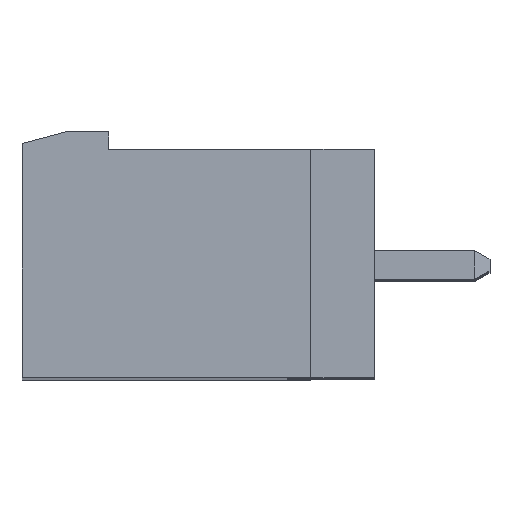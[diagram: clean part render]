
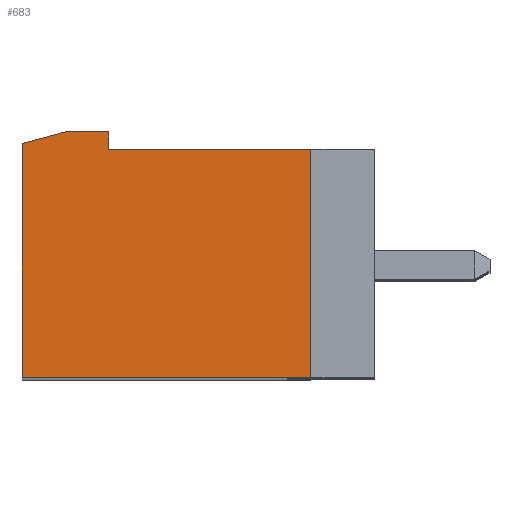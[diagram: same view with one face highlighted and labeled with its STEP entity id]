
A CAD part, top view. The second image highlights one B-rep face of the part: STEP entity #683.
In plain terms, the highlighted planar face has unit normal (0, 0, 1).
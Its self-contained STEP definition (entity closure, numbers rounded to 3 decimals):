
#683 = ADVANCED_FACE( '', ( #1633 ), #1634, .F. );
#1633 = FACE_OUTER_BOUND( '', #2865, .T. );
#1634 = PLANE( '', #2866 );
#2865 = EDGE_LOOP( '', ( #4829, #4830, #4831, #4832, #4833, #4834, #4835 ) );
#2866 = AXIS2_PLACEMENT_3D( '', #4836, #4837, #4838 );
#4829 = ORIENTED_EDGE( '', *, *, #7757, .F. );
#4830 = ORIENTED_EDGE( '', *, *, #7870, .F. );
#4831 = ORIENTED_EDGE( '', *, *, #7871, .F. );
#4832 = ORIENTED_EDGE( '', *, *, #7872, .F. );
#4833 = ORIENTED_EDGE( '', *, *, #7873, .F. );
#4834 = ORIENTED_EDGE( '', *, *, #7874, .F. );
#4835 = ORIENTED_EDGE( '', *, *, #7322, .F. );
#4836 = CARTESIAN_POINT( '', ( 197.225, 204.81, 76.76 ) );
#4837 = DIRECTION( '', ( 0., 0., -1. ) );
#4838 = DIRECTION( '', ( 0., -1., 0. ) );
#7322 = EDGE_CURVE( '', #8777, #8779, #8780, .T. );
#7757 = EDGE_CURVE( '', #9499, #8777, #9501, .T. );
#7870 = EDGE_CURVE( '', #9670, #9499, #9671, .T. );
#7871 = EDGE_CURVE( '', #9672, #9670, #9673, .T. );
#7872 = EDGE_CURVE( '', #9674, #9672, #9675, .T. );
#7873 = EDGE_CURVE( '', #9676, #9674, #9677, .T. );
#7874 = EDGE_CURVE( '', #8779, #9676, #9678, .T. );
#8777 = VERTEX_POINT( '', #10861 );
#8779 = VERTEX_POINT( '', #10864 );
#8780 = LINE( '', #10865, #10866 );
#9499 = VERTEX_POINT( '', #11932 );
#9501 = LINE( '', #11935, #11936 );
#9670 = VERTEX_POINT( '', #12187 );
#9671 = LINE( '', #12188, #12189 );
#9672 = VERTEX_POINT( '', #12190 );
#9673 = LINE( '', #12191, #12192 );
#9674 = VERTEX_POINT( '', #12193 );
#9675 = LINE( '', #12194, #12195 );
#9676 = VERTEX_POINT( '', #12196 );
#9677 = LINE( '', #12197, #12198 );
#9678 = LINE( '', #12199, #12200 );
#10861 = CARTESIAN_POINT( '', ( 197.225, 204.11, 76.76 ) );
#10864 = CARTESIAN_POINT( '', ( 204.225, 204.11, 76.76 ) );
#10865 = CARTESIAN_POINT( '', ( 204.025, 204.11, 76.76 ) );
#10866 = VECTOR( '', #13649, 1000. );
#11932 = CARTESIAN_POINT( '', ( 197.225, 204.71, 76.76 ) );
#11935 = CARTESIAN_POINT( '', ( 197.225, 204.31, 76.76 ) );
#11936 = VECTOR( '', #14007, 1000. );
#12187 = CARTESIAN_POINT( '', ( 195.718, 204.71, 76.76 ) );
#12188 = CARTESIAN_POINT( '', ( 197.225, 204.71, 76.76 ) );
#12189 = VECTOR( '', #14108, 1000. );
#12190 = CARTESIAN_POINT( '', ( 194.225, 204.31, 76.76 ) );
#12191 = CARTESIAN_POINT( '', ( 195.718, 204.71, 76.76 ) );
#12192 = VECTOR( '', #14109, 1000. );
#12193 = CARTESIAN_POINT( '', ( 194.225, 196.21, 76.76 ) );
#12194 = CARTESIAN_POINT( '', ( 194.225, 204.41, 76.76 ) );
#12195 = VECTOR( '', #14110, 1000. );
#12196 = CARTESIAN_POINT( '', ( 204.225, 196.21, 76.76 ) );
#12197 = CARTESIAN_POINT( '', ( 194.225, 196.21, 76.76 ) );
#12198 = VECTOR( '', #14111, 1000. );
#12199 = CARTESIAN_POINT( '', ( 204.225, 196.21, 76.76 ) );
#12200 = VECTOR( '', #14112, 1000. );
#13649 = DIRECTION( '', ( 1., 0., 0. ) );
#14007 = DIRECTION( '', ( 0., -1., 0. ) );
#14108 = DIRECTION( '', ( 1., 0., 0. ) );
#14109 = DIRECTION( '', ( 0.966, 0.259, 0. ) );
#14110 = DIRECTION( '', ( 0., 1., 0. ) );
#14111 = DIRECTION( '', ( -1., 0., 0. ) );
#14112 = DIRECTION( '', ( 0., -1., 0. ) );
